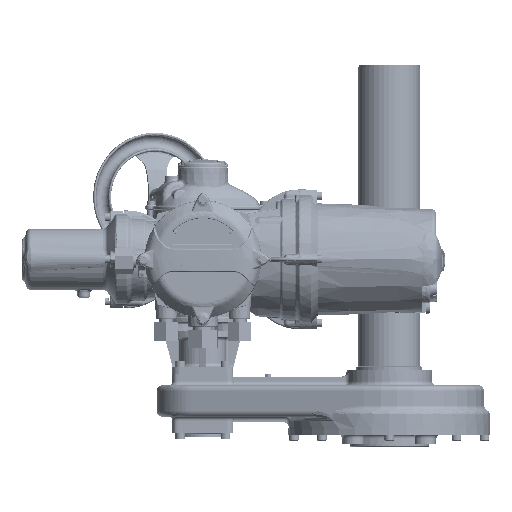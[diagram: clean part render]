
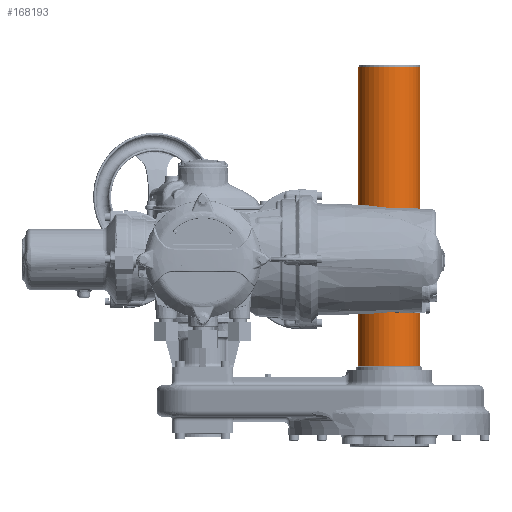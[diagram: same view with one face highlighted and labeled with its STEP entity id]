
A CAD part, front view. The second image highlights one B-rep face of the part: STEP entity #168193.
In plain terms, the highlighted cylindrical face has radius 50.8 mm (diameter 101.6 mm), a full revolution.
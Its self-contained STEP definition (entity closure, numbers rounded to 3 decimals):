
#12435=CYLINDRICAL_SURFACE('',#176342,50.8);
#23859=ORIENTED_EDGE('',*,*,#60644,.F.);
#23860=ORIENTED_EDGE('',*,*,#60645,.T.);
#60644=EDGE_CURVE('',#79100,#79100,#90653,.F.);
#60645=EDGE_CURVE('',#79101,#79101,#90654,.T.);
#79100=VERTEX_POINT('',#217324);
#79101=VERTEX_POINT('',#217326);
#90653=CIRCLE('',#176343,50.8);
#90654=CIRCLE('',#176344,50.8);
#96737=EDGE_LOOP('',(#23859));
#96738=EDGE_LOOP('',(#23860));
#105570=FACE_BOUND('',#96737,.T.);
#105571=FACE_BOUND('',#96738,.T.);
#168193=ADVANCED_FACE('',(#105570,#105571),#12435,.T.);
#176342=AXIS2_PLACEMENT_3D('',#217322,#188577,#188578);
#176343=AXIS2_PLACEMENT_3D('',#217323,#188579,#188580);
#176344=AXIS2_PLACEMENT_3D('',#217325,#188581,#188582);
#188577=DIRECTION('',(0.,0.,-1.));
#188578=DIRECTION('',(-1.,0.,0.));
#188579=DIRECTION('',(0.,0.,1.));
#188580=DIRECTION('',(1.,0.,0.));
#188581=DIRECTION('',(0.,0.,-1.));
#188582=DIRECTION('',(1.,0.,0.));
#217322=CARTESIAN_POINT('',(0.,0.,615.));
#217323=CARTESIAN_POINT('',(0.,0.,118.25));
#217324=CARTESIAN_POINT('',(50.8,0.,118.25));
#217325=CARTESIAN_POINT('',(0.,0.,615.));
#217326=CARTESIAN_POINT('',(50.8,0.,615.));
